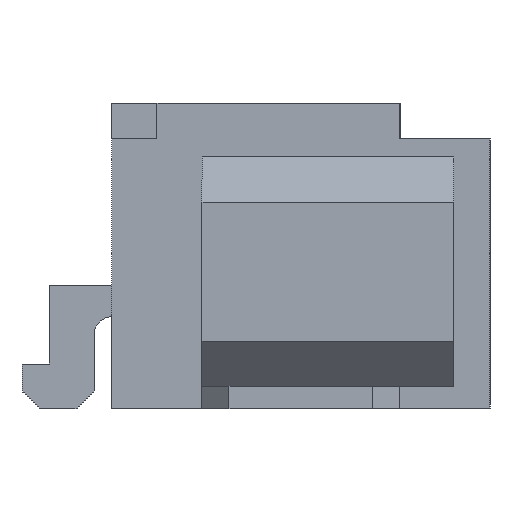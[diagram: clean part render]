
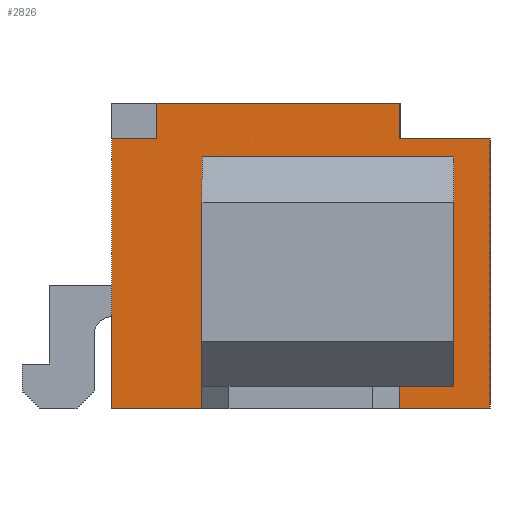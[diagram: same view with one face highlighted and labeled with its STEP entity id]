
A CAD part, left-side view. The second image highlights one B-rep face of the part: STEP entity #2826.
In plain terms, the highlighted planar face has unit normal (-1, 0, 0).
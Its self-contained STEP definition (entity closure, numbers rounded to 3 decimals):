
#787 = VERTEX_POINT('',#788);
#788 = CARTESIAN_POINT('',(-5.25,-2.6,0.));
#794 = EDGE_CURVE('',#787,#795,#797,.T.);
#795 = VERTEX_POINT('',#796);
#796 = CARTESIAN_POINT('',(-5.25,-2.6,3.));
#797 = LINE('',#798,#799);
#798 = CARTESIAN_POINT('',(-5.25,-2.6,0.));
#799 = VECTOR('',#800,1.);
#800 = DIRECTION('',(0.,0.,1.));
#1326 = VERTEX_POINT('',#1327);
#1327 = CARTESIAN_POINT('',(-5.25,1.6,3.));
#1333 = EDGE_CURVE('',#1334,#1326,#1336,.T.);
#1334 = VERTEX_POINT('',#1335);
#1335 = CARTESIAN_POINT('',(-5.25,1.6,0.));
#1336 = LINE('',#1337,#1338);
#1337 = CARTESIAN_POINT('',(-5.25,1.6,0.));
#1338 = VECTOR('',#1339,1.);
#1339 = DIRECTION('',(0.,0.,1.));
#1968 = VERTEX_POINT('',#1969);
#1969 = CARTESIAN_POINT('',(-5.25,1.1,3.4));
#1975 = EDGE_CURVE('',#1968,#1976,#1978,.T.);
#1976 = VERTEX_POINT('',#1977);
#1977 = CARTESIAN_POINT('',(-5.25,-1.6,3.4));
#1978 = LINE('',#1979,#1980);
#1979 = CARTESIAN_POINT('',(-5.25,1.6,3.4));
#1980 = VECTOR('',#1981,1.);
#1981 = DIRECTION('',(0.,-1.,0.));
#2771 = EDGE_CURVE('',#1334,#787,#2772,.T.);
#2772 = LINE('',#2773,#2774);
#2773 = CARTESIAN_POINT('',(-5.25,1.6,0.));
#2774 = VECTOR('',#2775,1.);
#2775 = DIRECTION('',(0.,-1.,0.));
#2806 = EDGE_CURVE('',#795,#2807,#2809,.T.);
#2807 = VERTEX_POINT('',#2808);
#2808 = CARTESIAN_POINT('',(-5.25,-1.6,3.));
#2809 = LINE('',#2810,#2811);
#2810 = CARTESIAN_POINT('',(-5.25,-2.6,3.));
#2811 = VECTOR('',#2812,1.);
#2812 = DIRECTION('',(0.,1.,0.));
#2826 = ADVANCED_FACE('',(#2827,#2854),#2936,.F.);
#2827 = FACE_BOUND('',#2828,.F.);
#2828 = EDGE_LOOP('',(#2829,#2830,#2831,#2839,#2845,#2846,#2852,#2853));
#2829 = ORIENTED_EDGE('',*,*,#2771,.F.);
#2830 = ORIENTED_EDGE('',*,*,#1333,.T.);
#2831 = ORIENTED_EDGE('',*,*,#2832,.T.);
#2832 = EDGE_CURVE('',#1326,#2833,#2835,.T.);
#2833 = VERTEX_POINT('',#2834);
#2834 = CARTESIAN_POINT('',(-5.25,1.1,3.));
#2835 = LINE('',#2836,#2837);
#2836 = CARTESIAN_POINT('',(-5.25,1.6,3.));
#2837 = VECTOR('',#2838,1.);
#2838 = DIRECTION('',(0.,-1.,0.));
#2839 = ORIENTED_EDGE('',*,*,#2840,.F.);
#2840 = EDGE_CURVE('',#1968,#2833,#2841,.T.);
#2841 = LINE('',#2842,#2843);
#2842 = CARTESIAN_POINT('',(-5.25,1.1,3.4));
#2843 = VECTOR('',#2844,1.);
#2844 = DIRECTION('',(-0.,-0.,-1.));
#2845 = ORIENTED_EDGE('',*,*,#1975,.T.);
#2846 = ORIENTED_EDGE('',*,*,#2847,.T.);
#2847 = EDGE_CURVE('',#1976,#2807,#2848,.T.);
#2848 = LINE('',#2849,#2850);
#2849 = CARTESIAN_POINT('',(-5.25,-1.6,3.4));
#2850 = VECTOR('',#2851,1.);
#2851 = DIRECTION('',(0.,0.,-1.));
#2852 = ORIENTED_EDGE('',*,*,#2806,.F.);
#2853 = ORIENTED_EDGE('',*,*,#794,.F.);
#2854 = FACE_BOUND('',#2855,.F.);
#2855 = EDGE_LOOP('',(#2856,#2866,#2874,#2882,#2890,#2898,#2906,#2914,
#2922,#2930));
#2856 = ORIENTED_EDGE('',*,*,#2857,.F.);
#2857 = EDGE_CURVE('',#2858,#2860,#2862,.T.);
#2858 = VERTEX_POINT('',#2859);
#2859 = CARTESIAN_POINT('',(-5.25,0.6,2.8));
#2860 = VERTEX_POINT('',#2861);
#2861 = CARTESIAN_POINT('',(-5.25,-2.2,2.8));
#2862 = LINE('',#2863,#2864);
#2863 = CARTESIAN_POINT('',(-5.25,0.6,2.8));
#2864 = VECTOR('',#2865,1.);
#2865 = DIRECTION('',(0.,-1.,0.));
#2866 = ORIENTED_EDGE('',*,*,#2867,.T.);
#2867 = EDGE_CURVE('',#2858,#2868,#2870,.T.);
#2868 = VERTEX_POINT('',#2869);
#2869 = CARTESIAN_POINT('',(-5.25,0.6,1.6));
#2870 = LINE('',#2871,#2872);
#2871 = CARTESIAN_POINT('',(-5.25,0.6,2.8));
#2872 = VECTOR('',#2873,1.);
#2873 = DIRECTION('',(0.,0.,-1.));
#2874 = ORIENTED_EDGE('',*,*,#2875,.T.);
#2875 = EDGE_CURVE('',#2868,#2876,#2878,.T.);
#2876 = VERTEX_POINT('',#2877);
#2877 = CARTESIAN_POINT('',(-5.25,-1.6,1.6));
#2878 = LINE('',#2879,#2880);
#2879 = CARTESIAN_POINT('',(-5.25,0.6,1.6));
#2880 = VECTOR('',#2881,1.);
#2881 = DIRECTION('',(0.,-1.,0.));
#2882 = ORIENTED_EDGE('',*,*,#2883,.T.);
#2883 = EDGE_CURVE('',#2876,#2884,#2886,.T.);
#2884 = VERTEX_POINT('',#2885);
#2885 = CARTESIAN_POINT('',(-5.25,-1.6,1.25));
#2886 = LINE('',#2887,#2888);
#2887 = CARTESIAN_POINT('',(-5.25,-1.6,1.6));
#2888 = VECTOR('',#2889,1.);
#2889 = DIRECTION('',(0.,0.,-1.));
#2890 = ORIENTED_EDGE('',*,*,#2891,.F.);
#2891 = EDGE_CURVE('',#2892,#2884,#2894,.T.);
#2892 = VERTEX_POINT('',#2893);
#2893 = CARTESIAN_POINT('',(-5.25,0.6,1.25));
#2894 = LINE('',#2895,#2896);
#2895 = CARTESIAN_POINT('',(-5.25,0.6,1.25));
#2896 = VECTOR('',#2897,1.);
#2897 = DIRECTION('',(0.,-1.,0.));
#2898 = ORIENTED_EDGE('',*,*,#2899,.T.);
#2899 = EDGE_CURVE('',#2892,#2900,#2902,.T.);
#2900 = VERTEX_POINT('',#2901);
#2901 = CARTESIAN_POINT('',(-5.25,0.6,0.35));
#2902 = LINE('',#2903,#2904);
#2903 = CARTESIAN_POINT('',(-5.25,0.6,1.25));
#2904 = VECTOR('',#2905,1.);
#2905 = DIRECTION('',(0.,0.,-1.));
#2906 = ORIENTED_EDGE('',*,*,#2907,.T.);
#2907 = EDGE_CURVE('',#2900,#2908,#2910,.T.);
#2908 = VERTEX_POINT('',#2909);
#2909 = CARTESIAN_POINT('',(-5.25,-1.6,0.35));
#2910 = LINE('',#2911,#2912);
#2911 = CARTESIAN_POINT('',(-5.25,0.6,0.35));
#2912 = VECTOR('',#2913,1.);
#2913 = DIRECTION('',(0.,-1.,0.));
#2914 = ORIENTED_EDGE('',*,*,#2915,.T.);
#2915 = EDGE_CURVE('',#2908,#2916,#2918,.T.);
#2916 = VERTEX_POINT('',#2917);
#2917 = CARTESIAN_POINT('',(-5.25,-1.6,0.25));
#2918 = LINE('',#2919,#2920);
#2919 = CARTESIAN_POINT('',(-5.25,-1.6,1.6));
#2920 = VECTOR('',#2921,1.);
#2921 = DIRECTION('',(0.,0.,-1.));
#2922 = ORIENTED_EDGE('',*,*,#2923,.T.);
#2923 = EDGE_CURVE('',#2916,#2924,#2926,.T.);
#2924 = VERTEX_POINT('',#2925);
#2925 = CARTESIAN_POINT('',(-5.25,-2.2,0.25));
#2926 = LINE('',#2927,#2928);
#2927 = CARTESIAN_POINT('',(-5.25,0.6,0.25));
#2928 = VECTOR('',#2929,1.);
#2929 = DIRECTION('',(0.,-1.,0.));
#2930 = ORIENTED_EDGE('',*,*,#2931,.F.);
#2931 = EDGE_CURVE('',#2860,#2924,#2932,.T.);
#2932 = LINE('',#2933,#2934);
#2933 = CARTESIAN_POINT('',(-5.25,-2.2,2.8));
#2934 = VECTOR('',#2935,1.);
#2935 = DIRECTION('',(0.,0.,-1.));
#2936 = PLANE('',#2937);
#2937 = AXIS2_PLACEMENT_3D('',#2938,#2939,#2940);
#2938 = CARTESIAN_POINT('',(-5.25,1.6,0.));
#2939 = DIRECTION('',(1.,0.,0.));
#2940 = DIRECTION('',(0.,-1.,0.));
